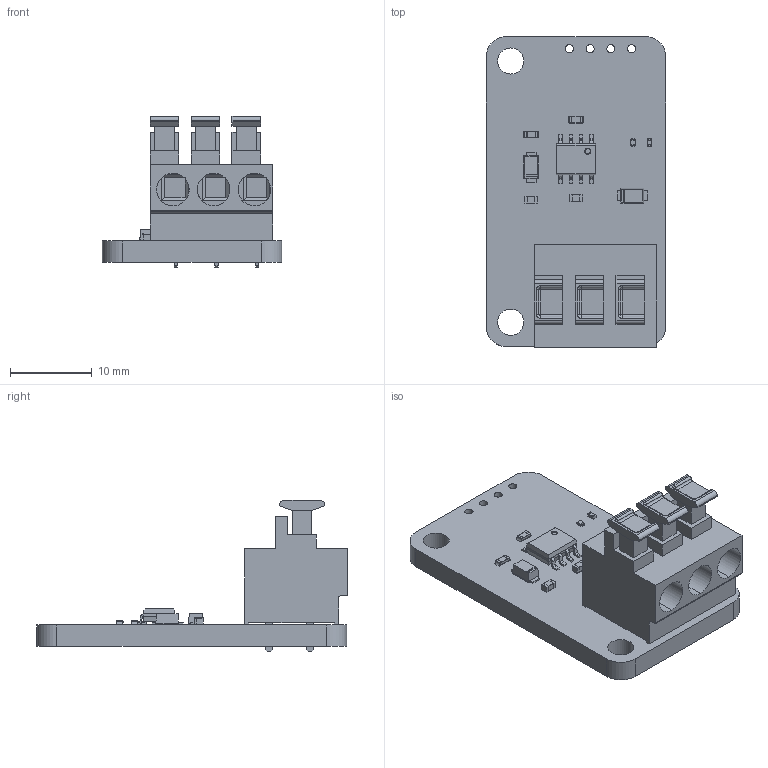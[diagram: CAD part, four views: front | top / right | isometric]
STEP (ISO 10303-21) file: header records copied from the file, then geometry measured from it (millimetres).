
FILE_DESCRIPTION(('KiCad electronic assembly'),'2;1');
FILE_NAME('LIN Transciever NCV7329 NASTER breakout 3D.step', '2025-04-23T14:58:28',('Pcbnew'),('Kicad'), 'Open CASCADE STEP processor 7.8','KiCad to STEP converter','Unknown' );
FILE_SCHEMA(('AUTOMOTIVE_DESIGN { 1 0 10303 214 1 1 1 1 }'));
Length unit declared in the file: millimetre
Products named in the file (16): LIN Transciever NCV7329 NASTER breakout 3D 1; 0402LED; SML-P11MTT86; 0603R; User Library-R0603-1; KF232 3P; SMA_m4; User Library-sub-sma; 0603C; 06035A910JAT2A; SOIC-8; SOIC8-150-50; 0402R; RL0402JR-070R51L; LIN Transceiver NCV7329 MASTER breakout_PCB
Assembly tree (18 placements, depth 3):
  LIN Transciever NCV7329 NASTER breakout 3D 1
    0402LED
      SML-P11MTT86
    0603R  x2
      User Library-R0603-1
    KF232 3P
      KF232 3P
    SMA_m4  x2
      User Library-sub-sma
    0603C  x2
      06035A910JAT2A
    SOIC-8
      SOIC8-150-50
    0402R
      RL0402JR-070R51L
    LIN Transceiver NCV7329 MASTER breakout_PCB
Bounding box: 22 x 38.1 x 18.5 mm (x, y, z)
Volume: 3812 mm3; surface area: 3851.9 mm2
Topology: 30 solids, 30 shells, 726 faces, 1819 edges, 1141 vertices
Faces by surface type: plane 481, cylinder 187, sphere 38, bspline 12, torus 6, cone 2
Full cylindrical faces by diameter (mm): 1 x4, 1.2 x6, 3.2 x2
Entity records: 20590 total; most frequent: CARTESIAN_POINT 3339, DIRECTION 2989, ORIENTED_EDGE 2970, EDGE_CURVE 1485, LINE 1127, VECTOR 1127, VERTEX_POINT 961, AXIS2_PLACEMENT_3D 931
